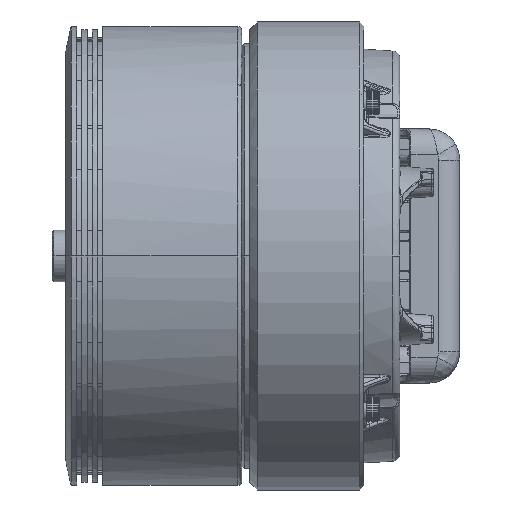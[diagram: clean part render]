
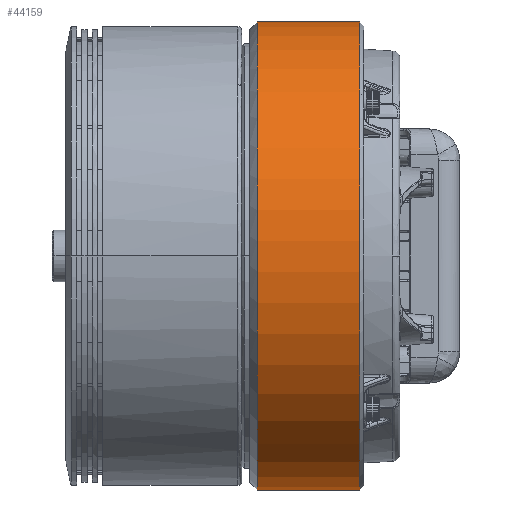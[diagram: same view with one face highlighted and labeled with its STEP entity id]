
A CAD part, left-side view. The second image highlights one B-rep face of the part: STEP entity #44159.
In plain terms, the highlighted free-form (B-spline) face has degree [2, 1] with [5, 2] control points.
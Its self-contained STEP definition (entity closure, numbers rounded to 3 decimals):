
#43575 = VERTEX_POINT('',#43576);
#43576 = CARTESIAN_POINT('',(0.,-14.896,
    65.863));
#43581 = EDGE_CURVE('',#43582,#43575,#43584,.T.);
#43582 = VERTEX_POINT('',#43583);
#43583 = CARTESIAN_POINT('',(0.,-14.896,
    -65.863));
#43584 = ( BOUNDED_CURVE() B_SPLINE_CURVE(2,(#43585,#43586,#43587,#43588
,#43589),.UNSPECIFIED.,.F.,.F.) B_SPLINE_CURVE_WITH_KNOTS((3,2,3),(
    3.142,4.712,6.283),
.PIECEWISE_BEZIER_KNOTS.) CURVE() GEOMETRIC_REPRESENTATION_ITEM() 
RATIONAL_B_SPLINE_CURVE((1.,0.707,1.,0.707,1.)) 
REPRESENTATION_ITEM('') );
#43585 = CARTESIAN_POINT('',(0.,-14.896,
    -65.863));
#43586 = CARTESIAN_POINT('',(-65.863,-14.896,
    -65.863));
#43587 = CARTESIAN_POINT('',(-65.863,-14.896,
    0.));
#43588 = CARTESIAN_POINT('',(-65.863,-14.896,
    65.863));
#43589 = CARTESIAN_POINT('',(0.,-14.896,
    65.863));
#44159 = ADVANCED_FACE('',(#44160),#44185,.T.);
#44160 = FACE_BOUND('',#44161,.T.);
#44161 = EDGE_LOOP('',(#44162,#44174,#44179,#44180));
#44162 = ORIENTED_EDGE('',*,*,#44163,.F.);
#44163 = EDGE_CURVE('',#44164,#44166,#44168,.T.);
#44164 = VERTEX_POINT('',#44165);
#44165 = CARTESIAN_POINT('',(0.,13.874,
    -65.863));
#44166 = VERTEX_POINT('',#44167);
#44167 = CARTESIAN_POINT('',(0.,13.874,
    65.863));
#44168 = ( BOUNDED_CURVE() B_SPLINE_CURVE(2,(#44169,#44170,#44171,#44172
,#44173),.UNSPECIFIED.,.F.,.F.) B_SPLINE_CURVE_WITH_KNOTS((3,2,3),(
    3.142,4.712,6.283),
.PIECEWISE_BEZIER_KNOTS.) CURVE() GEOMETRIC_REPRESENTATION_ITEM() 
RATIONAL_B_SPLINE_CURVE((1.,0.707,1.,0.707,1.)) 
REPRESENTATION_ITEM('') );
#44169 = CARTESIAN_POINT('',(0.,13.874,
    -65.863));
#44170 = CARTESIAN_POINT('',(-65.863,13.874,
    -65.863));
#44171 = CARTESIAN_POINT('',(-65.863,13.874,
    0.));
#44172 = CARTESIAN_POINT('',(-65.863,13.874,
    65.863));
#44173 = CARTESIAN_POINT('',(0.,13.874,
    65.863));
#44174 = ORIENTED_EDGE('',*,*,#44175,.T.);
#44175 = EDGE_CURVE('',#44164,#43582,#44176,.T.);
#44176 = B_SPLINE_CURVE_WITH_KNOTS('',1,(#44177,#44178),.UNSPECIFIED.,
  .F.,.F.,(2,2),(20.5,40.2),.PIECEWISE_BEZIER_KNOTS.);
#44177 = CARTESIAN_POINT('',(0.,13.874,
    -65.863));
#44178 = CARTESIAN_POINT('',(0.,-14.896,
    -65.863));
#44179 = ORIENTED_EDGE('',*,*,#43581,.T.);
#44180 = ORIENTED_EDGE('',*,*,#44181,.F.);
#44181 = EDGE_CURVE('',#44166,#43575,#44182,.T.);
#44182 = B_SPLINE_CURVE_WITH_KNOTS('',1,(#44183,#44184),.UNSPECIFIED.,
  .F.,.F.,(2,2),(20.5,40.2),.PIECEWISE_BEZIER_KNOTS.);
#44183 = CARTESIAN_POINT('',(0.,13.874,
    65.863));
#44184 = CARTESIAN_POINT('',(0.,-14.896,
    65.863));
#44185 = ( BOUNDED_SURFACE() B_SPLINE_SURFACE(2,1,(
    (#44186,#44187)
    ,(#44188,#44189)
    ,(#44190,#44191)
    ,(#44192,#44193)
    ,(#44194,#44195
)),.UNSPECIFIED.,.F.,.F.,.F.) B_SPLINE_SURFACE_WITH_KNOTS((3,2,3),(2,2),
  (0.,1.571,3.142),(20.5,40.2),
.PIECEWISE_BEZIER_KNOTS.) GEOMETRIC_REPRESENTATION_ITEM() 
RATIONAL_B_SPLINE_SURFACE((
    (1.,1.)
    ,(0.707,0.707)
    ,(1.,1.)
    ,(0.707,0.707)
,(1.,1.))) REPRESENTATION_ITEM('') SURFACE() );
#44186 = CARTESIAN_POINT('',(0.,13.874,
    65.863));
#44187 = CARTESIAN_POINT('',(0.,-14.896,
    65.863));
#44188 = CARTESIAN_POINT('',(-65.863,13.874,
    65.863));
#44189 = CARTESIAN_POINT('',(-65.863,-14.896,
    65.863));
#44190 = CARTESIAN_POINT('',(-65.863,13.874,
    0.));
#44191 = CARTESIAN_POINT('',(-65.863,-14.896,
    0.));
#44192 = CARTESIAN_POINT('',(-65.863,13.874,
    -65.863));
#44193 = CARTESIAN_POINT('',(-65.863,-14.896,
    -65.863));
#44194 = CARTESIAN_POINT('',(0.,13.874,
    -65.863));
#44195 = CARTESIAN_POINT('',(0.,-14.896,
    -65.863));
